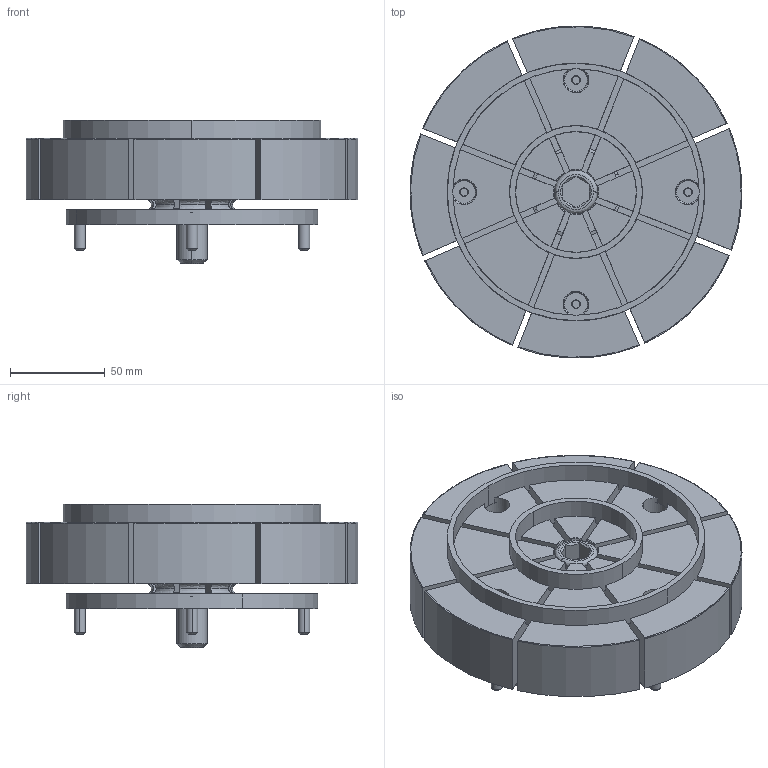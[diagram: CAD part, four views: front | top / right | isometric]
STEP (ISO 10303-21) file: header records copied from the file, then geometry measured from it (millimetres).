
FILE_DESCRIPTION (( 'STEP AP203' ), '1' );
FILE_NAME ('mbid16e.STEP', '2021-10-26T02:39:13', ( '' ), ( '' ), 'SwSTEP 2.0', 'SolidWorks 2020', '' );
FILE_SCHEMA (( 'CONFIG_CONTROL_DESIGN' ));
Length unit declared in the file: millimetre
Products named in the file (9): mbid16e_04; mbid16e_06; mbid16e_02; mbid16e_08; mbid16e_03; mbid16e; mbid16e_07; mbid16e_01; mbid16e_05
Assembly tree (8 placements, depth 2):
  mbid16e
    mbid16e_01
    mbid16e_02
    mbid16e_03
    mbid16e_04
    mbid16e_05
    mbid16e_06
    mbid16e_07
    mbid16e_08
Bounding box: 174.94 x 174.94 x 75.53 mm (x, y, z)
Volume: 828770.3 mm3; surface area: 167074.6 mm2
Topology: 8 solids, 8 shells, 325 faces, 821 edges, 518 vertices
Faces by surface type: plane 128, cylinder 98, cone 71, bspline 28
Entity records: 12680 total; most frequent: CARTESIAN_POINT 4062, ORIENTED_EDGE 1642, DIRECTION 1581, EDGE_CURVE 821, AXIS2_PLACEMENT_3D 609, VERTEX_POINT 518, LINE 363, VECTOR 363
